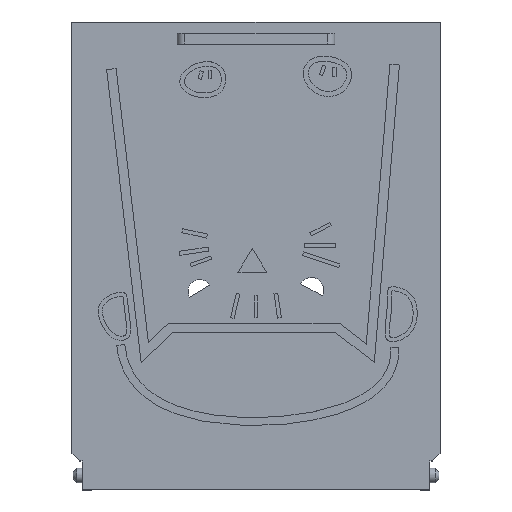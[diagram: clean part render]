
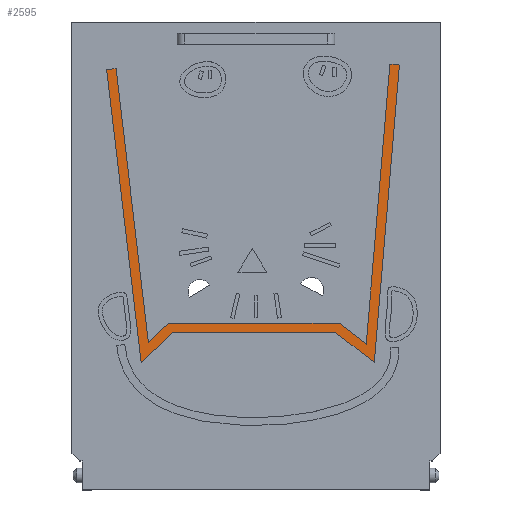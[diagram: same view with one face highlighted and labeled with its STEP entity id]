
A CAD part, top view. The second image highlights one B-rep face of the part: STEP entity #2595.
In plain terms, the highlighted planar face has unit normal (0, 0, 1).
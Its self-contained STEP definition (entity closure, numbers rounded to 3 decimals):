
#224=FACE_OUTER_BOUND('',#397,.T.);
#397=EDGE_LOOP('',(#2165,#2166,#2167,#2168,#2169,#2170,#2171,#2172,#2173,
#2174,#2175,#2176));
#675=LINE('',#4888,#983);
#678=LINE('',#4893,#986);
#680=LINE('',#4897,#988);
#682=LINE('',#4901,#990);
#684=LINE('',#4905,#992);
#686=LINE('',#4909,#994);
#688=LINE('',#4913,#996);
#690=LINE('',#4917,#998);
#692=LINE('',#4921,#1000);
#694=LINE('',#4925,#1002);
#696=LINE('',#4929,#1004);
#697=LINE('',#4931,#1005);
#983=VECTOR('',#3253,10.);
#986=VECTOR('',#3258,10.);
#988=VECTOR('',#3262,10.);
#990=VECTOR('',#3266,10.);
#992=VECTOR('',#3270,10.);
#994=VECTOR('',#3274,10.);
#996=VECTOR('',#3278,10.);
#998=VECTOR('',#3282,10.);
#1000=VECTOR('',#3286,10.);
#1002=VECTOR('',#3290,10.);
#1004=VECTOR('',#3294,10.);
#1005=VECTOR('',#3297,10.);
#1249=VERTEX_POINT('',#4885);
#1250=VERTEX_POINT('',#4887);
#1251=VERTEX_POINT('',#4891);
#1252=VERTEX_POINT('',#4895);
#1253=VERTEX_POINT('',#4899);
#1254=VERTEX_POINT('',#4903);
#1255=VERTEX_POINT('',#4907);
#1256=VERTEX_POINT('',#4911);
#1257=VERTEX_POINT('',#4915);
#1258=VERTEX_POINT('',#4919);
#1259=VERTEX_POINT('',#4923);
#1260=VERTEX_POINT('',#4927);
#1562=EDGE_CURVE('',#1249,#1250,#675,.T.);
#1565=EDGE_CURVE('',#1251,#1249,#678,.T.);
#1567=EDGE_CURVE('',#1252,#1251,#680,.T.);
#1569=EDGE_CURVE('',#1253,#1252,#682,.T.);
#1571=EDGE_CURVE('',#1254,#1253,#684,.T.);
#1573=EDGE_CURVE('',#1255,#1254,#686,.T.);
#1575=EDGE_CURVE('',#1256,#1255,#688,.T.);
#1577=EDGE_CURVE('',#1257,#1256,#690,.T.);
#1579=EDGE_CURVE('',#1258,#1257,#692,.T.);
#1581=EDGE_CURVE('',#1259,#1258,#694,.T.);
#1583=EDGE_CURVE('',#1260,#1259,#696,.T.);
#1584=EDGE_CURVE('',#1250,#1260,#697,.T.);
#2165=ORIENTED_EDGE('',*,*,#1584,.F.);
#2166=ORIENTED_EDGE('',*,*,#1562,.F.);
#2167=ORIENTED_EDGE('',*,*,#1565,.F.);
#2168=ORIENTED_EDGE('',*,*,#1567,.F.);
#2169=ORIENTED_EDGE('',*,*,#1569,.F.);
#2170=ORIENTED_EDGE('',*,*,#1571,.F.);
#2171=ORIENTED_EDGE('',*,*,#1573,.F.);
#2172=ORIENTED_EDGE('',*,*,#1575,.F.);
#2173=ORIENTED_EDGE('',*,*,#1577,.F.);
#2174=ORIENTED_EDGE('',*,*,#1579,.F.);
#2175=ORIENTED_EDGE('',*,*,#1581,.F.);
#2176=ORIENTED_EDGE('',*,*,#1583,.F.);
#2455=PLANE('',#2768);
#2595=ADVANCED_FACE('',(#224),#2455,.F.);
#2768=AXIS2_PLACEMENT_3D('',#4932,#3298,#3299);
#3253=DIRECTION('',(0.084,0.996,0.));
#3258=DIRECTION('',(0.79,-0.613,0.));
#3262=DIRECTION('',(1.,0.,0.));
#3266=DIRECTION('',(0.725,0.689,0.));
#3270=DIRECTION('',(0.117,-0.993,0.));
#3274=DIRECTION('',(0.993,0.117,0.));
#3278=DIRECTION('',(-0.117,0.993,0.));
#3282=DIRECTION('',(-0.725,-0.689,0.));
#3286=DIRECTION('',(-1.,0.,0.));
#3290=DIRECTION('',(-0.79,0.613,0.));
#3294=DIRECTION('',(-0.084,-0.996,0.));
#3297=DIRECTION('',(0.996,-0.084,0.));
#3298=DIRECTION('center_axis',(0.,0.,-1.));
#3299=DIRECTION('ref_axis',(-1.,0.,0.));
#4885=CARTESIAN_POINT('',(30.441,-24.361,1.));
#4887=CARTESIAN_POINT('',(36.97,52.963,1.));
#4888=CARTESIAN_POINT('',(36.97,52.963,1.));
#4891=CARTESIAN_POINT('',(22.938,-18.542,1.));
#4893=CARTESIAN_POINT('',(30.441,-24.361,1.));
#4895=CARTESIAN_POINT('',(-24.103,-18.542,1.));
#4897=CARTESIAN_POINT('',(22.938,-18.542,1.));
#4899=CARTESIAN_POINT('',(-29.723,-23.881,1.));
#4901=CARTESIAN_POINT('',(-24.103,-18.542,1.));
#4903=CARTESIAN_POINT('',(-38.644,51.749,1.));
#4905=CARTESIAN_POINT('',(-29.723,-23.881,1.));
#4907=CARTESIAN_POINT('',(-41.26,51.441,1.));
#4909=CARTESIAN_POINT('',(-38.644,51.749,1.));
#4911=CARTESIAN_POINT('',(-31.722,-29.414,1.));
#4913=CARTESIAN_POINT('',(-31.722,-29.414,1.));
#4915=CARTESIAN_POINT('',(-23.052,-21.176,1.));
#4917=CARTESIAN_POINT('',(-23.052,-21.176,1.));
#4919=CARTESIAN_POINT('',(22.036,-21.176,1.));
#4921=CARTESIAN_POINT('',(22.036,-21.176,1.));
#4923=CARTESIAN_POINT('',(32.658,-29.414,1.));
#4925=CARTESIAN_POINT('',(32.658,-29.414,1.));
#4927=CARTESIAN_POINT('',(39.594,52.741,1.));
#4929=CARTESIAN_POINT('',(39.594,52.741,1.));
#4931=CARTESIAN_POINT('',(39.594,52.741,1.));
#4932=CARTESIAN_POINT('Origin',(-0.833,11.775,1.));
